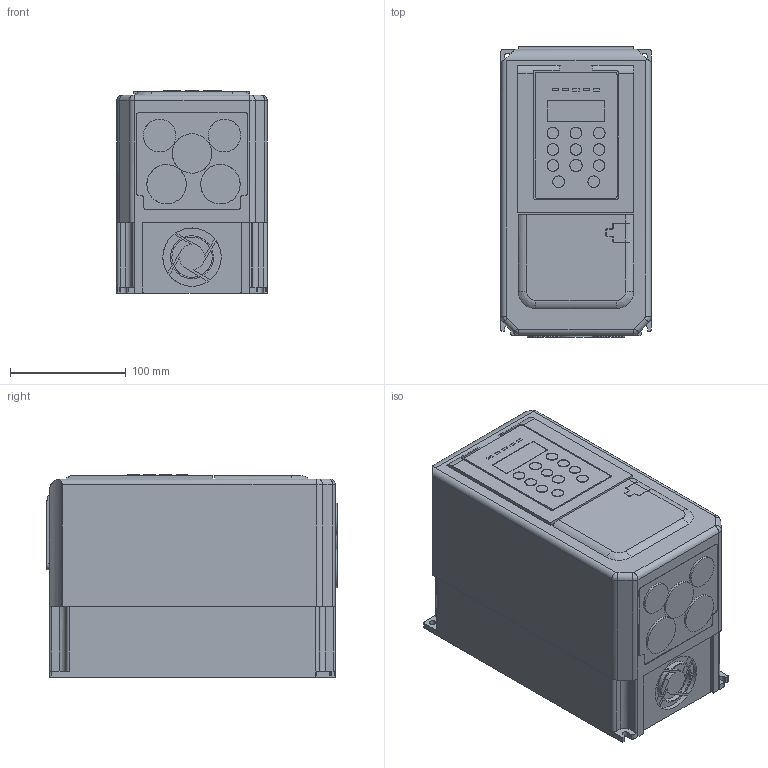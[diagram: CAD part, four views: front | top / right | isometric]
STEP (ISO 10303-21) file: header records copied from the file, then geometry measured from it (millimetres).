
FILE_DESCRIPTION (( 'STEP AP214' ), '1' );
FILE_NAME ('K800-33E037-055TSIP20_Ïðåîáðàçîâàòåëü ÷àñòîòû K800 380Â, 3Ô 3,7 -5,5kW 9 -11À ñåðèè ONI.STEP', '2019-02-28T13:55:33', ( '' ), ( '' ), 'SwSTEP 2.0', 'SolidWorks 2014', '' );
FILE_SCHEMA (( 'AUTOMOTIVE_DESIGN' ));
Length unit declared in the file: millimetre
Products named in the file (2): K800-33E037-055TSIP20_Ïðåîáðàçîâàòåëü ÷àñòîòû K800 380Â, 3Ô 3,7 -5,5kW 9 -11À ñåðèè ONI
Bounding box: 130 x 250.5 x 174.5 mm (x, y, z)
Volume: 4456514.5 mm3; surface area: 520420.3 mm2
Topology: 1 solids, 1 shells, 409 faces, 1065 edges, 704 vertices
Faces by surface type: plane 228, cylinder 174, bspline 7
Entity records: 24090 total; most frequent: CARTESIAN_POINT 10244, ORIENTED_EDGE 2130, DIRECTION 1522, EDGE_CURVE 1065, VERTEX_POINT 704, LINE 658, VECTOR 658, EDGE_LOOP 459
